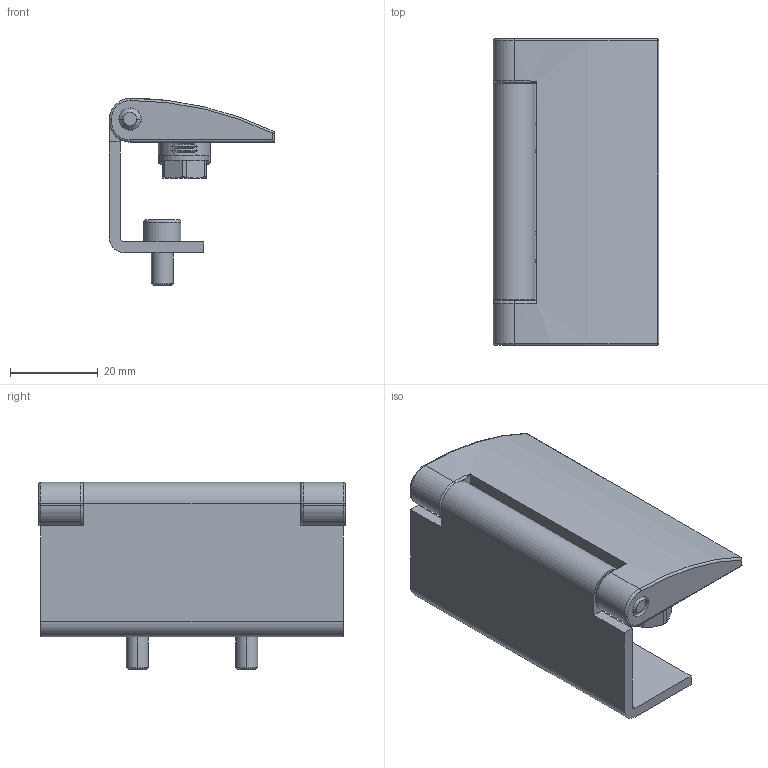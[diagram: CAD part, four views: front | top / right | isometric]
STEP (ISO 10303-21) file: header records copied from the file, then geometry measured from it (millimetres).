
FILE_DESCRIPTION(('STEP AP214'),'1');
FILE_NAME('cctmp_E775B5F5-5D64-4133-A193-C2C62B63F7BC_2024_06_07_11_26_24_0138..stp','2024-06-07T09:26:24',('SIEMENS A&D'),('CADClick - www.CADClick.com'),'Spatial InterOp 3D',' ','unknown authorization');
FILE_SCHEMA(('AUTOMOTIVE_DESIGN'));
Length unit declared in the file: millimetre
Products named in the file (10): cc_unnamed; 2024_06_07_11_26_24_0116; 2024_06_07_11_26_24_0075; 2024_06_07_11_26_24_0034; 2024_06_07_11_26_23_0993; 2024_06_07_11_26_23_0952; 2024_06_07_11_26_23_0911; 2024_06_07_11_26_23_0870; 2024_06_07_11_26_23_0829; 2024_06_07_11_26_23_0788
Assembly tree (9 placements, depth 2):
  cc_unnamed
    2024_06_07_11_26_24_0116
    2024_06_07_11_26_24_0075
    2024_06_07_11_26_24_0034
    2024_06_07_11_26_23_0993
    2024_06_07_11_26_23_0952
    2024_06_07_11_26_23_0911
    2024_06_07_11_26_23_0870
    2024_06_07_11_26_23_0829
    2024_06_07_11_26_23_0788
Bounding box: 37.75 x 70 x 42.75 mm (x, y, z)
Volume: 26388.8 mm3; surface area: 19863.1 mm2
Topology: 9 solids, 9 shells, 330 faces, 727 edges, 420 vertices
Faces by surface type: cylinder 101, cone 92, plane 85, torus 40, sphere 10, bspline 2
Entity records: 12929 total; most frequent: CARTESIAN_POINT 2641, DIRECTION 1706, ORIENTED_EDGE 1440, EDGE_CURVE 720, AXIS2_PLACEMENT_3D 689, VERTEX_POINT 420, EDGE_LOOP 354, CIRCLE 340
